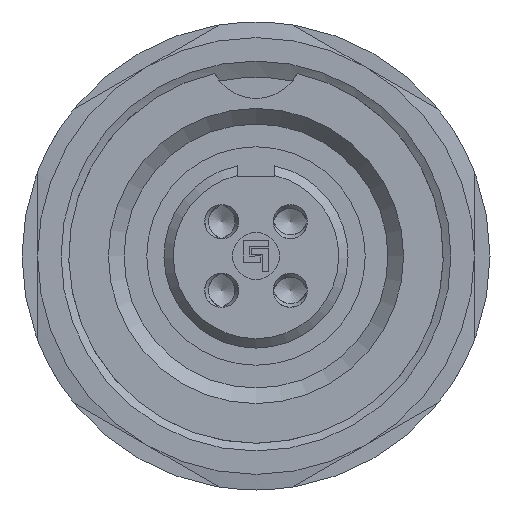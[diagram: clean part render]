
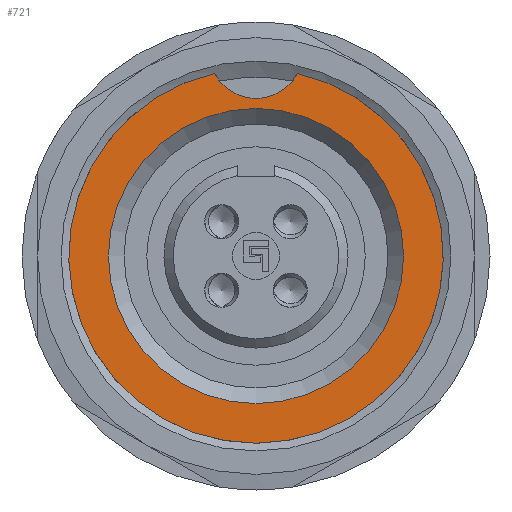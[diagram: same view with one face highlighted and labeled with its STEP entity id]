
A CAD part, left-side view. The second image highlights one B-rep face of the part: STEP entity #721.
In plain terms, the highlighted planar face has unit normal (-1, 0, 0).
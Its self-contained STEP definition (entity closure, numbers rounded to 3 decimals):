
#554=PLANE('',#3286);
#721=ADVANCED_FACE('',(#919,#920),#554,.T.);
#919=FACE_BOUND('',#1153,.T.);
#920=FACE_BOUND('',#1154,.T.);
#1153=EDGE_LOOP('',(#2088));
#1154=EDGE_LOOP('',(#2089,#2090));
#2088=ORIENTED_EDGE('',*,*,#2848,.T.);
#2089=ORIENTED_EDGE('',*,*,#2849,.F.);
#2090=ORIENTED_EDGE('',*,*,#2850,.T.);
#2486=VERTEX_POINT('',#5896);
#2487=VERTEX_POINT('',#5899);
#2488=VERTEX_POINT('',#5900);
#2848=EDGE_CURVE('',#2486,#2486,#3017,.T.);
#2849=EDGE_CURVE('',#2487,#2488,#3018,.T.);
#2850=EDGE_CURVE('',#2487,#2488,#3019,.T.);
#3017=CIRCLE('',#3282,4.73);
#3018=CIRCLE('',#3284,6.);
#3019=CIRCLE('',#3285,1.5);
#3282=AXIS2_PLACEMENT_3D('',#5895,#3945,#3946);
#3284=AXIS2_PLACEMENT_3D('',#5898,#3949,#3950);
#3285=AXIS2_PLACEMENT_3D('',#5901,#3951,#3952);
#3286=AXIS2_PLACEMENT_3D('',#5902,#3953,#3954);
#3945=DIRECTION('',(1.,0.,0.));
#3946=DIRECTION('',(0.,0.,1.));
#3949=DIRECTION('',(1.,0.,0.));
#3950=DIRECTION('',(0.,0.,-1.));
#3951=DIRECTION('',(1.,0.,0.));
#3952=DIRECTION('',(0.,0.,1.));
#3953=DIRECTION('',(-1.,0.,0.));
#3954=DIRECTION('',(0.,0.,1.));
#5895=CARTESIAN_POINT('',(0.,0.,0.));
#5896=CARTESIAN_POINT('',(0.,0.,4.73));
#5898=CARTESIAN_POINT('',(0.,0.,0.));
#5899=CARTESIAN_POINT('',(0.,-1.327,5.851));
#5900=CARTESIAN_POINT('',(0.,1.327,5.851));
#5901=CARTESIAN_POINT('',(0.,0.,6.55));
#5902=CARTESIAN_POINT('',(0.,0.,0.));
